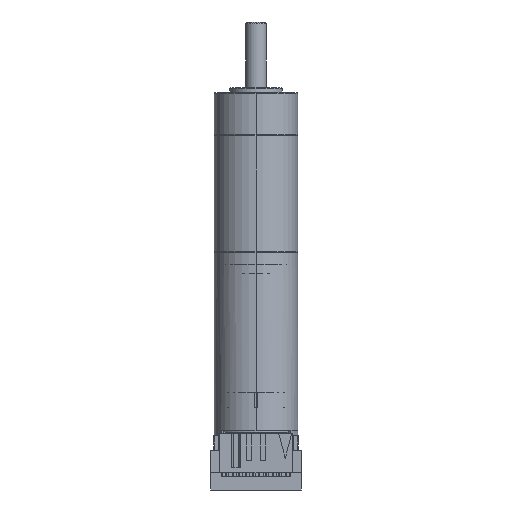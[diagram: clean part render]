
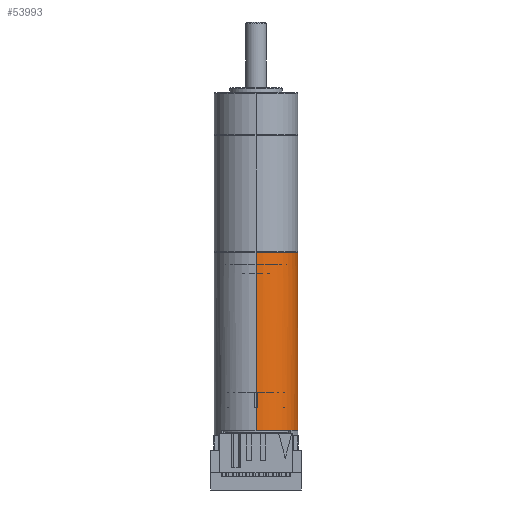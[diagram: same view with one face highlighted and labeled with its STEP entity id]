
A CAD part, left-side view. The second image highlights one B-rep face of the part: STEP entity #53993.
In plain terms, the highlighted cylindrical face has radius 8 mm (diameter 16 mm), a partial arc.
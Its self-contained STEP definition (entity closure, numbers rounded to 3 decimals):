
#1879=CARTESIAN_POINT('',(0.,0.,0.));
#1880=DIRECTION('',(0.,0.,1.));
#1881=DIRECTION('',(-1.,0.,0.));
#1882=AXIS2_PLACEMENT_3D('',#1879,#1880,#1881);
#16059=CARTESIAN_POINT('',(0.,0.,0.));
#16060=DIRECTION('',(0.,0.,-1.));
#16061=DIRECTION('',(1.,0.,0.));
#16062=AXIS2_PLACEMENT_3D('',#16059,#16060,#16061);
#16064=DIRECTION('',(0.,0.,1.));
#16065=VECTOR('',#16064,34.);
#16066=CARTESIAN_POINT('',(-8.,0.,0.));
#16067=LINE('',#16066,#16065);
#16068=DIRECTION('',(0.,0.,-1.));
#16069=VECTOR('',#16068,34.);
#16070=CARTESIAN_POINT('',(8.,0.,34.));
#16071=LINE('',#16070,#16069);
#16072=CARTESIAN_POINT('',(0.,0.,34.));
#16073=DIRECTION('',(0.,0.,1.));
#16074=DIRECTION('',(-1.,0.,0.));
#16075=AXIS2_PLACEMENT_3D('',#16072,#16073,#16074);
#26553=CARTESIAN_POINT('',(-8.,0.,34.));
#26554=CARTESIAN_POINT('',(8.,0.,34.));
#26555=VERTEX_POINT('',#26553);
#26556=VERTEX_POINT('',#26554);
#26563=CARTESIAN_POINT('',(-8.,0.,0.));
#26564=VERTEX_POINT('',#26563);
#27544=CARTESIAN_POINT('',(8.,0.,0.));
#27545=CARTESIAN_POINT('',(-4.435,-6.658,0.));
#27546=VERTEX_POINT('',#27544);
#27547=VERTEX_POINT('',#27545);
#53980=CARTESIAN_POINT('',(0.,0.,0.));
#53981=DIRECTION('',(0.,0.,1.));
#53982=DIRECTION('',(1.,0.,0.));
#53983=AXIS2_PLACEMENT_3D('',#53980,#53981,#53982);
#53984=CYLINDRICAL_SURFACE('',#53983,8.);
#53985=ORIENTED_EDGE('',*,*,#33960,.T.);
#53986=ORIENTED_EDGE('',*,*,#33900,.F.);
#53987=ORIENTED_EDGE('',*,*,#33966,.T.);
#53989=ORIENTED_EDGE('',*,*,#53988,.T.);
#53990=ORIENTED_EDGE('',*,*,#33962,.T.);
#53991=EDGE_LOOP('',(#53985,#53986,#53987,#53989,#53990));
#53992=FACE_OUTER_BOUND('',#53991,.F.);
#53993=ADVANCED_FACE('',(#53992),#53984,.T.);
#1883=CIRCLE('',#1882,8.);
#16063=CIRCLE('',#16062,8.);
#16076=CIRCLE('',#16075,8.);
#33900=EDGE_CURVE('',#26564,#27547,#1883,.T.);
#33960=EDGE_CURVE('',#27546,#27547,#16063,.T.);
#33962=EDGE_CURVE('',#26556,#27546,#16071,.T.);
#33966=EDGE_CURVE('',#26564,#26555,#16067,.T.);
#53988=EDGE_CURVE('',#26555,#26556,#16076,.T.);
